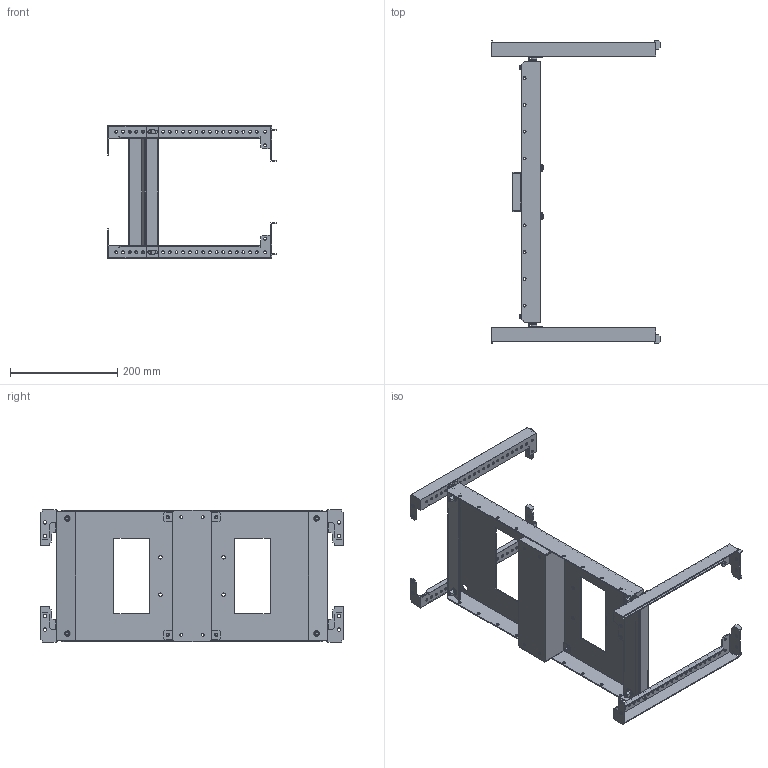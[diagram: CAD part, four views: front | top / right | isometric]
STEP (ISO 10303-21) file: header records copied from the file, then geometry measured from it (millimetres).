
FILE_DESCRIPTION (( 'STEP AP203' ), '1' );
FILE_NAME ('FO-00-HIVT-025-060 FORMAT Ê-ò ãîðèçîíò. ARMAT MCCB H_I âòû÷í. 3P 250õ600 IEK.STEP', '2024-07-26T16:37:21', ( '' ), ( '' ), 'SwSTEP 2.0', 'SolidWorks 2022', '' );
FILE_SCHEMA (( 'CONFIG_CONTROL_DESIGN' ));
Length unit declared in the file: millimetre
Products named in the file (1): FO-00-HIVT-025-060 FORMAT К-т горизонт. ARMAT MCCB H_I втычн. 3P 250х600 IEK
Bounding box: 314.5 x 565.63 x 247 mm (x, y, z)
Volume: 590850 mm3; surface area: 657228.1 mm2
Topology: 16 solids, 16 shells, 1264 faces, 3420 edges, 2248 vertices
Faces by surface type: plane 576, cylinder 568, cone 72, torus 48
Entity records: 41247 total; most frequent: CARTESIAN_POINT 7553, DIRECTION 7178, ORIENTED_EDGE 6840, EDGE_CURVE 3420, AXIS2_PLACEMENT_3D 2561, VERTEX_POINT 2248, LINE 2056, VECTOR 2056
